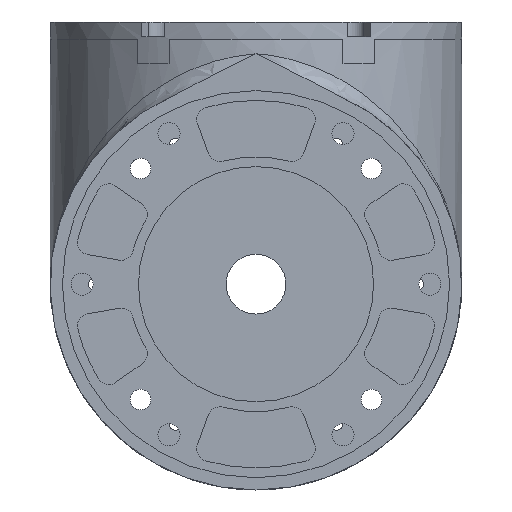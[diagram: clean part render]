
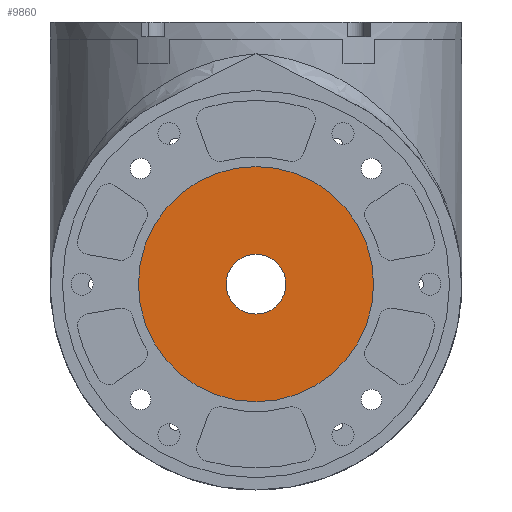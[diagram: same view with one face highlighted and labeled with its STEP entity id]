
A CAD part, front view. The second image highlights one B-rep face of the part: STEP entity #9860.
In plain terms, the highlighted planar face has unit normal (0, -1, 0).
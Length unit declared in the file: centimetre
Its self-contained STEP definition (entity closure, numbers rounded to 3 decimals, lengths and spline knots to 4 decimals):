
#820=PLANE('',#10669);
#1349=CIRCLE('',#10668,2.4);
#1350=CIRCLE('',#10670,0.61);
#2132=VERTEX_POINT('',#15970);
#2133=VERTEX_POINT('',#15973);
#4602=EDGE_CURVE('',#2132,#2132,#1349,.T.);
#4603=EDGE_CURVE('',#2133,#2133,#1350,.T.);
#6788=ORIENTED_EDGE('',*,*,#4603,.F.);
#6789=ORIENTED_EDGE('',*,*,#4602,.T.);
#8520=EDGE_LOOP('',(#6788));
#8521=EDGE_LOOP('',(#6789));
#9226=FACE_BOUND('',#8520,.T.);
#9227=FACE_BOUND('',#8521,.T.);
#9860=ADVANCED_FACE('',(#9226,#9227),#820,.T.);
#10668=AXIS2_PLACEMENT_3D('',#15969,#22304,#22305);
#10669=AXIS2_PLACEMENT_3D('',#15971,#22306,$);
#10670=AXIS2_PLACEMENT_3D('',#15972,#22307,#22308);
#15969=CARTESIAN_POINT('',(0.,-0.1,0.));
#15970=CARTESIAN_POINT('',(2.4,-0.1,0.));
#15971=CARTESIAN_POINT('',(1.505,-0.1,0.));
#15972=CARTESIAN_POINT('',(0.,-0.1,0.));
#15973=CARTESIAN_POINT('',(0.61,-0.1,0.));
#22304=DIRECTION('',(0.,-1.,0.));
#22305=DIRECTION('',(2.4,0.,0.));
#22306=DIRECTION('',(0.,-1.,0.));
#22307=DIRECTION('',(0.,-1.,0.));
#22308=DIRECTION('',(0.61,0.,0.));
